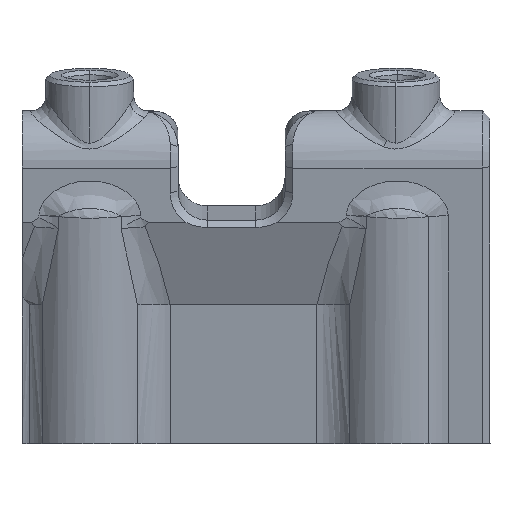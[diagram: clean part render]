
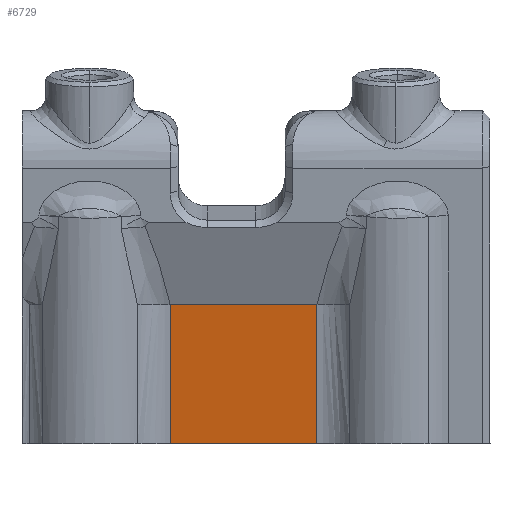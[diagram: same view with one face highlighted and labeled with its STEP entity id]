
A CAD part, left-side view. The second image highlights one B-rep face of the part: STEP entity #6729.
In plain terms, the highlighted planar face has unit normal (-0.985, 0, -0.174).
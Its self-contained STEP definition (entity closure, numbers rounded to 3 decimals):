
#496 = ORIENTED_EDGE ( 'NONE', *, *, #8062, .T. ) ;
#704 = LINE ( 'NONE', #13524, #8577 ) ;
#822 = ORIENTED_EDGE ( 'NONE', *, *, #4681, .T. ) ;
#864 = ORIENTED_EDGE ( 'NONE', *, *, #2535, .F. ) ;
#968 = DIRECTION ( 'NONE',  ( -0.174, 0., 0.985 ) ) ;
#1291 = CARTESIAN_POINT ( 'NONE',  ( 28.99, 34.13, 14.541 ) ) ;
#1715 = DIRECTION ( 'NONE',  ( -0.174, 0., 0.985 ) ) ;
#2025 = CARTESIAN_POINT ( 'NONE',  ( 27.733, 34.13, 21.67 ) ) ;
#2052 = CARTESIAN_POINT ( 'NONE',  ( 33.375, 34.13, -10.325 ) ) ;
#2120 = VERTEX_POINT ( 'NONE', #8909 ) ;
#2535 = EDGE_CURVE ( 'NONE', #2120, #11973, #5967, .T. ) ;
#2728 = CARTESIAN_POINT ( 'NONE',  ( 28.99, 0., 14.541 ) ) ;
#3407 = EDGE_CURVE ( 'NONE', #2120, #5181, #4851, .T. ) ;
#4208 = FACE_OUTER_BOUND ( 'NONE', #7021, .T. ) ;
#4508 = VECTOR ( 'NONE', #1715, 1000. ) ;
#4681 = EDGE_CURVE ( 'NONE', #5313, #11973, #704, .T. ) ;
#4851 = LINE ( 'NONE', #2728, #8564 ) ;
#5077 = DIRECTION ( 'NONE',  ( 0., 1., 0. ) ) ;
#5142 = LINE ( 'NONE', #2052, #13003 ) ;
#5181 = VERTEX_POINT ( 'NONE', #1291 ) ;
#5313 = VERTEX_POINT ( 'NONE', #2025 ) ;
#5967 = LINE ( 'NONE', #10150, #4508 ) ;
#6133 = DIRECTION ( 'NONE',  ( 0.174, 0., -0.985 ) ) ;
#6729 = ADVANCED_FACE ( 'NONE', ( #4208 ), #13546, .F. ) ;
#7021 = EDGE_LOOP ( 'NONE', ( #496, #822, #864, #10105 ) ) ;
#7150 = CARTESIAN_POINT ( 'NONE',  ( 27.733, 41.656, 21.67 ) ) ;
#8062 = EDGE_CURVE ( 'NONE', #5181, #5313, #5142, .T. ) ;
#8320 = CARTESIAN_POINT ( 'NONE',  ( 33.375, 0., -10.325 ) ) ;
#8564 = VECTOR ( 'NONE', #12045, 1000. ) ;
#8577 = VECTOR ( 'NONE', #5077, 1000. ) ;
#8909 = CARTESIAN_POINT ( 'NONE',  ( 28.99, 41.656, 14.541 ) ) ;
#9045 = AXIS2_PLACEMENT_3D ( 'NONE', #8320, #11405, #6133 ) ;
#10105 = ORIENTED_EDGE ( 'NONE', *, *, #3407, .T. ) ;
#10150 = CARTESIAN_POINT ( 'NONE',  ( 33.375, 41.656, -10.325 ) ) ;
#11405 = DIRECTION ( 'NONE',  ( 0.985, 0., 0.174 ) ) ;
#11973 = VERTEX_POINT ( 'NONE', #7150 ) ;
#12045 = DIRECTION ( 'NONE',  ( 0., -1., 0. ) ) ;
#13003 = VECTOR ( 'NONE', #968, 1000. ) ;
#13524 = CARTESIAN_POINT ( 'NONE',  ( 27.733, 37.257, 21.67 ) ) ;
#13546 = PLANE ( 'NONE',  #9045 ) ;
